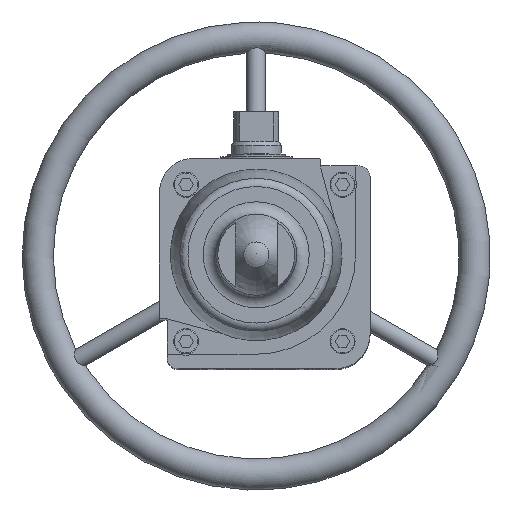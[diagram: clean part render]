
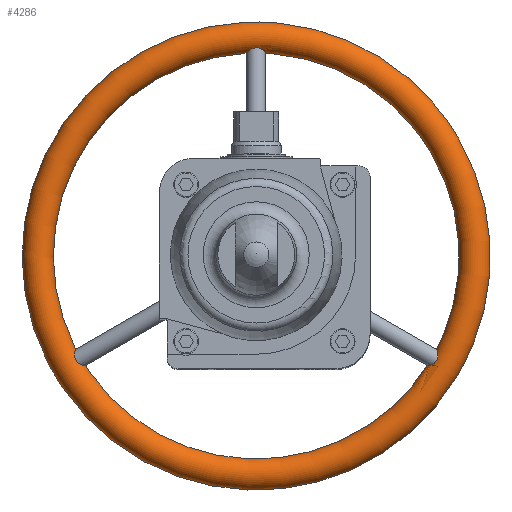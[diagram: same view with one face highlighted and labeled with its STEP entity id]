
A CAD part, top view. The second image highlights one B-rep face of the part: STEP entity #4286.
In plain terms, the highlighted toroidal (fillet/blend) face has major radius 140 mm and minor radius 10 mm.
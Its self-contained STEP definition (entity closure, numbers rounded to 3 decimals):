
#53=TOROIDAL_SURFACE('',#4663,140.,10.);
#117=B_SPLINE_CURVE_WITH_KNOTS('',3,(#6832,#6833,#6834,#6835,#6836,#6837,
#6838,#6839,#6840,#6841,#6842,#6843,#6844,#6845,#6846,#6847,#6848,#6849,
#6850),.UNSPECIFIED.,.T.,.F.,(1,1,1,1,1,1,1,1,1,1,1,1,1,1,1,1,1,1,1,1,1,
1,1),(-0.007,-0.005,-0.002,0.,
0.002,0.005,0.007,0.01,
0.012,0.014,0.017,0.019,
0.022,0.024,0.027,0.029,
0.031,0.034,0.036,0.039,
0.041,0.043,0.046),.UNSPECIFIED.);
#118=B_SPLINE_CURVE_WITH_KNOTS('',3,(#6853,#6854,#6855,#6856,#6857,#6858,
#6859,#6860,#6861,#6862,#6863,#6864,#6865,#6866,#6867,#6868,#6869,#6870,
#6871,#6872),.UNSPECIFIED.,.T.,.F.,(1,1,1,1,1,1,1,1,1,1,1,1,1,1,1,1,1,1,
1,1,1,1,1,1),(-0.005,-0.002,-0.001,
0.,0.002,0.005,0.007,0.01,
0.012,0.014,0.017,0.019,
0.022,0.024,0.027,0.029,
0.031,0.034,0.036,0.037,
0.039,0.041,0.043,0.046),
 .UNSPECIFIED.);
#119=B_SPLINE_CURVE_WITH_KNOTS('',3,(#6875,#6876,#6877,#6878,#6879,#6880,
#6881,#6882,#6883,#6884,#6885,#6886,#6887,#6888,#6889,#6890,#6891,#6892,
#6893),.UNSPECIFIED.,.T.,.F.,(1,1,1,1,1,1,1,1,1,1,1,1,1,1,1,1,1,1,1,1,1,
1,1),(-0.007,-0.005,-0.002,0.,
0.002,0.005,0.007,0.01,
0.012,0.014,0.017,0.019,
0.022,0.024,0.027,0.029,
0.031,0.034,0.036,0.039,
0.041,0.043,0.046),.UNSPECIFIED.);
#1314=ORIENTED_EDGE('',*,*,#2343,.F.);
#1315=ORIENTED_EDGE('',*,*,#2342,.F.);
#1316=ORIENTED_EDGE('',*,*,#2341,.F.);
#2341=EDGE_CURVE('',#2866,#2866,#117,.T.);
#2342=EDGE_CURVE('',#2867,#2867,#118,.T.);
#2343=EDGE_CURVE('',#2868,#2868,#119,.T.);
#2866=VERTEX_POINT('',#6851);
#2867=VERTEX_POINT('',#6873);
#2868=VERTEX_POINT('',#6894);
#3436=EDGE_LOOP('',(#1314));
#3437=EDGE_LOOP('',(#1315));
#3438=EDGE_LOOP('',(#1316));
#3840=FACE_BOUND('',#3436,.T.);
#3841=FACE_BOUND('',#3437,.T.);
#3842=FACE_BOUND('',#3438,.T.);
#4286=ADVANCED_FACE('',(#3840,#3841,#3842),#53,.T.);
#4663=AXIS2_PLACEMENT_3D('',#6895,#5382,#5383);
#5382=DIRECTION('',(0.,0.,-1.));
#5383=DIRECTION('',(-1.,0.,0.));
#6832=CARTESIAN_POINT('',(-5.085,129.932,-272.823));
#6833=CARTESIAN_POINT('',(-3.426,130.444,-274.596));
#6834=CARTESIAN_POINT('',(-1.234,130.944,-275.645));
#6835=CARTESIAN_POINT('',(1.261,130.941,-275.64));
#6836=CARTESIAN_POINT('',(3.457,130.435,-274.573));
#6837=CARTESIAN_POINT('',(5.094,129.93,-272.805));
#6838=CARTESIAN_POINT('',(6.041,129.799,-270.523));
#6839=CARTESIAN_POINT('',(6.034,130.321,-268.085));
#6840=CARTESIAN_POINT('',(5.074,131.378,-266.041));
#6841=CARTESIAN_POINT('',(3.44,132.556,-264.621));
#6842=CARTESIAN_POINT('',(1.267,133.455,-263.836));
#6843=CARTESIAN_POINT('',(-1.246,133.461,-263.83));
#6844=CARTESIAN_POINT('',(-3.442,132.557,-264.621));
#6845=CARTESIAN_POINT('',(-5.071,131.38,-266.04));
#6846=CARTESIAN_POINT('',(-6.032,130.325,-268.073));
#6847=CARTESIAN_POINT('',(-6.043,129.797,-270.526));
#6848=CARTESIAN_POINT('',(-5.085,129.932,-272.823));
#6849=CARTESIAN_POINT('',(-3.426,130.444,-274.596));
#6850=CARTESIAN_POINT('',(-1.234,130.944,-275.645));
#6851=CARTESIAN_POINT('',(-3.337,130.442,-274.475));
#6853=CARTESIAN_POINT('',(-116.229,-65.125,-264.037));
#6854=CARTESIAN_POINT('',(-115.688,-66.675,-263.783));
#6855=CARTESIAN_POINT('',(-114.432,-68.312,-263.992));
#6856=CARTESIAN_POINT('',(-112.521,-69.553,-264.971));
#6857=CARTESIAN_POINT('',(-110.776,-70.224,-266.563));
#6858=CARTESIAN_POINT('',(-109.6,-70.371,-268.764));
#6859=CARTESIAN_POINT('',(-109.462,-69.961,-271.219));
#6860=CARTESIAN_POINT('',(-110.293,-69.076,-273.386));
#6861=CARTESIAN_POINT('',(-111.673,-67.785,-274.971));
#6862=CARTESIAN_POINT('',(-113.191,-65.972,-275.766));
#6863=CARTESIAN_POINT('',(-114.266,-63.739,-275.429));
#6864=CARTESIAN_POINT('',(-114.811,-61.687,-274.131));
#6865=CARTESIAN_POINT('',(-115.167,-60.201,-272.195));
#6866=CARTESIAN_POINT('',(-115.55,-59.615,-269.811));
#6867=CARTESIAN_POINT('',(-116.015,-60.235,-267.433));
#6868=CARTESIAN_POINT('',(-116.408,-61.828,-265.562));
#6869=CARTESIAN_POINT('',(-116.48,-63.616,-264.527));
#6870=CARTESIAN_POINT('',(-116.229,-65.125,-264.037));
#6871=CARTESIAN_POINT('',(-115.688,-66.675,-263.783));
#6872=CARTESIAN_POINT('',(-114.432,-68.312,-263.992));
#6873=CARTESIAN_POINT('',(-115.785,-66.267,-263.881));
#6875=CARTESIAN_POINT('',(110.235,-69.13,-273.29));
#6876=CARTESIAN_POINT('',(109.44,-69.996,-271.094));
#6877=CARTESIAN_POINT('',(109.641,-70.377,-268.633));
#6878=CARTESIAN_POINT('',(110.853,-70.203,-266.469));
#6879=CARTESIAN_POINT('',(112.627,-69.499,-264.9));
#6880=CARTESIAN_POINT('',(114.523,-68.233,-263.96));
#6881=CARTESIAN_POINT('',(115.997,-66.214,-263.754));
#6882=CARTESIAN_POINT('',(116.507,-63.839,-264.371));
#6883=CARTESIAN_POINT('',(116.391,-61.733,-265.644));
#6884=CARTESIAN_POINT('',(115.995,-60.185,-267.53));
#6885=CARTESIAN_POINT('',(115.532,-59.615,-269.915));
#6886=CARTESIAN_POINT('',(115.15,-60.256,-272.306));
#6887=CARTESIAN_POINT('',(114.79,-61.781,-274.213));
#6888=CARTESIAN_POINT('',(114.231,-63.841,-275.468));
#6889=CARTESIAN_POINT('',(113.126,-66.07,-275.754));
#6890=CARTESIAN_POINT('',(111.594,-67.863,-274.906));
#6891=CARTESIAN_POINT('',(110.235,-69.13,-273.29));
#6892=CARTESIAN_POINT('',(109.44,-69.996,-271.094));
#6893=CARTESIAN_POINT('',(109.641,-70.377,-268.633));
#6894=CARTESIAN_POINT('',(109.606,-69.915,-271.049));
#6895=CARTESIAN_POINT('',(0.,0.,-271.4));
